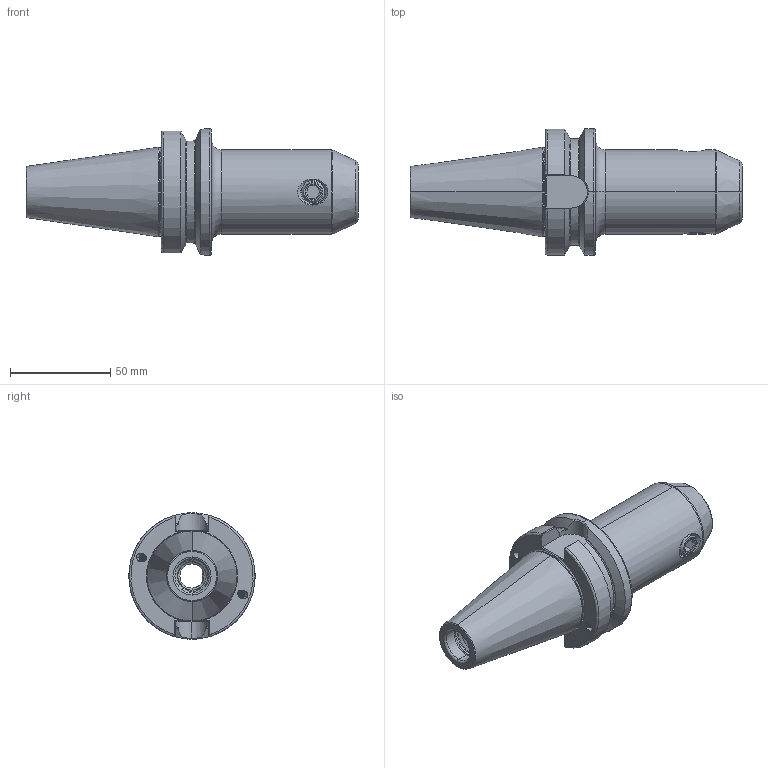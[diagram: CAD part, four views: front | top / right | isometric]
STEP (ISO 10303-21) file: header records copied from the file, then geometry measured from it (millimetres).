
FILE_DESCRIPTION (( 'STEP AP203' ), '1' );
FILE_NAME ('406.04.12.1.STEP', '2016-08-05T09:20:55', ( '' ), ( '' ), 'SwSTEP 2.0', 'SolidWorks 2012', '' );
FILE_SCHEMA (( 'CONFIG_CONTROL_DESIGN' ));
Length unit declared in the file: millimetre
Products named in the file (3): 406.04.12.1; 側固12_M12x1.75_16L
Assembly tree (2 placements, depth 2):
  406.04.12.1
    406.04.12.1
    側固12_M12x1.75_16L
Bounding box: 165.4 x 63 x 63 mm (x, y, z)
Volume: 204916.9 mm3; surface area: 37614 mm2
Topology: 2 solids, 2 shells, 236 faces, 629 edges, 400 vertices
Faces by surface type: cylinder 109, plane 41, cone 30, torus 28, bspline 26, sphere 2
Entity records: 20650 total; most frequent: CARTESIAN_POINT 15266, ORIENTED_EDGE 1254, DIRECTION 868, EDGE_CURVE 627, VERTEX_POINT 400, AXIS2_PLACEMENT_3D 339, EDGE_LOOP 249, FACE_OUTER_BOUND 236
